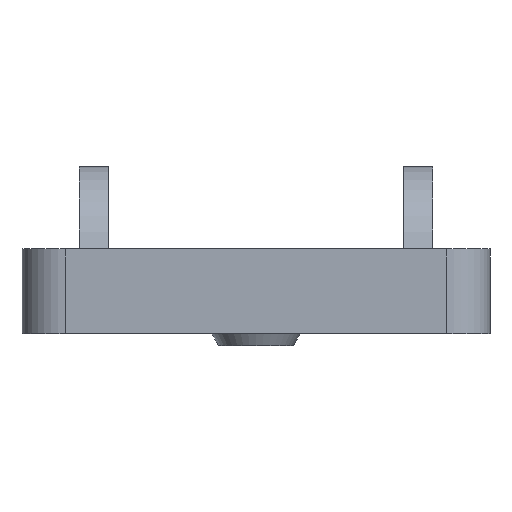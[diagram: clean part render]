
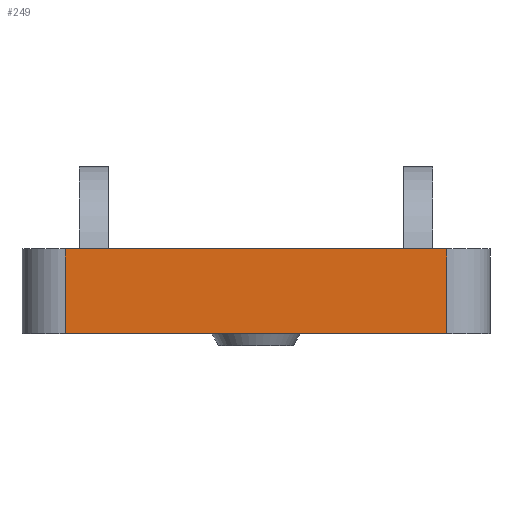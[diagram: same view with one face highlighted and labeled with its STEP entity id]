
A CAD part, left-side view. The second image highlights one B-rep face of the part: STEP entity #249.
In plain terms, the highlighted planar face has unit normal (-1, 0, 0).
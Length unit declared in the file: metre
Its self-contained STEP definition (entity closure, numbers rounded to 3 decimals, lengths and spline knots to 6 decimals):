
#6 = CARTESIAN_POINT ( 'NONE',  ( -14.588568, 0.8775, -0.38 ) ) ;
#18 = VERTEX_POINT ( 'NONE', #698 ) ;
#64 = CARTESIAN_POINT ( 'NONE',  ( -14.588568, 1.0775, -0.77 ) ) ;
#66 = EDGE_CURVE ( 'NONE', #363, #300, #354, .T. ) ;
#69 = CARTESIAN_POINT ( 'NONE',  ( -14.588568, 0., -0.91 ) ) ;
#118 = CARTESIAN_POINT ( 'NONE',  ( -14.588568, -0.8775, -0.77 ) ) ;
#121 = DIRECTION ( 'NONE',  ( 0., 0., 1. ) ) ;
#122 = VECTOR ( 'NONE', #654, 1. ) ;
#138 = VECTOR ( 'NONE', #707, 1. ) ;
#142 = LINE ( 'NONE', #64, #122 ) ;
#156 = EDGE_CURVE ( 'NONE', #178, #18, #187, .T. ) ;
#167 = VECTOR ( 'NONE', #787, 1. ) ;
#178 = VERTEX_POINT ( 'NONE', #118 ) ;
#187 = LINE ( 'NONE', #656, #368 ) ;
#191 = CARTESIAN_POINT ( 'NONE',  ( -14.588568, 0., -0.38 ) ) ;
#202 = FACE_OUTER_BOUND ( 'NONE', #849, .T. ) ;
#213 = EDGE_CURVE ( 'NONE', #300, #18, #434, .T. ) ;
#219 = AXIS2_PLACEMENT_3D ( 'NONE', #69, #660, #731 ) ;
#249 = ADVANCED_FACE ( 'NONE', ( #202 ), #391, .F. ) ;
#280 = ORIENTED_EDGE ( 'NONE', *, *, #722, .F. ) ;
#300 = VERTEX_POINT ( 'NONE', #6 ) ;
#354 = LINE ( 'NONE', #519, #167 ) ;
#363 = VERTEX_POINT ( 'NONE', #531 ) ;
#368 = VECTOR ( 'NONE', #121, 1. ) ;
#371 = ORIENTED_EDGE ( 'NONE', *, *, #66, .F. ) ;
#391 = PLANE ( 'NONE',  #219 ) ;
#434 = LINE ( 'NONE', #191, #138 ) ;
#519 = CARTESIAN_POINT ( 'NONE',  ( -14.588568, 0.8775, -0.91 ) ) ;
#531 = CARTESIAN_POINT ( 'NONE',  ( -14.588568, 0.8775, -0.77 ) ) ;
#592 = ORIENTED_EDGE ( 'NONE', *, *, #213, .F. ) ;
#654 = DIRECTION ( 'NONE',  ( 0., 1., 0. ) ) ;
#656 = CARTESIAN_POINT ( 'NONE',  ( -14.588568, -0.8775, -0.91 ) ) ;
#660 = DIRECTION ( 'NONE',  ( 1., 0., 0. ) ) ;
#698 = CARTESIAN_POINT ( 'NONE',  ( -14.588568, -0.8775, -0.38 ) ) ;
#707 = DIRECTION ( 'NONE',  ( 0., -1., 0. ) ) ;
#722 = EDGE_CURVE ( 'NONE', #178, #363, #142, .T. ) ;
#731 = DIRECTION ( 'NONE',  ( 0., 1., 0. ) ) ;
#787 = DIRECTION ( 'NONE',  ( 0., 0., 1. ) ) ;
#840 = ORIENTED_EDGE ( 'NONE', *, *, #156, .T. ) ;
#849 = EDGE_LOOP ( 'NONE', ( #280, #840, #592, #371 ) ) ;
